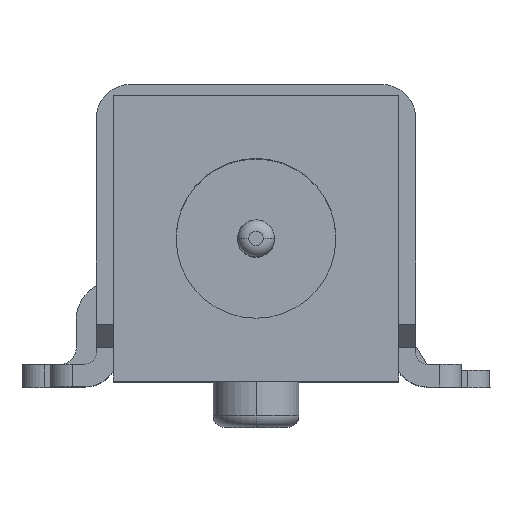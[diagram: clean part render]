
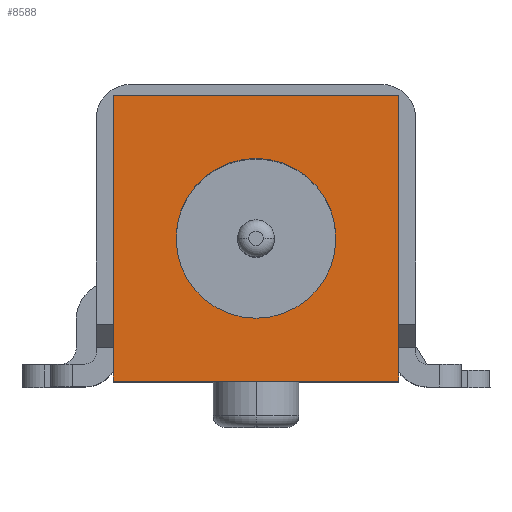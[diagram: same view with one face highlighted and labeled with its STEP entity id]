
A CAD part, top view. The second image highlights one B-rep face of the part: STEP entity #8588.
In plain terms, the highlighted planar face has unit normal (0, 0, 1).
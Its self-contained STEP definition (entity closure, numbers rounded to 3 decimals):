
#182 = DIRECTION ( 'NONE',  ( 0., 0., -1. ) ) ;
#267 = VECTOR ( 'NONE', #2191, 1000. ) ;
#578 = CARTESIAN_POINT ( 'NONE',  ( 2.5, 5., 0. ) ) ;
#665 = CARTESIAN_POINT ( 'NONE',  ( -1.4, 2.5, 0. ) ) ;
#819 = LINE ( 'NONE', #1008, #6186 ) ;
#1008 = CARTESIAN_POINT ( 'NONE',  ( -2.5, 0., 0. ) ) ;
#1114 = ORIENTED_EDGE ( 'NONE', *, *, #9105, .T. ) ;
#1222 = DIRECTION ( 'NONE',  ( 0., 0., 1. ) ) ;
#1258 = DIRECTION ( 'NONE',  ( 1., 0., 0. ) ) ;
#1294 = DIRECTION ( 'NONE',  ( -1., 0., 0. ) ) ;
#1323 = EDGE_CURVE ( 'NONE', #9068, #2028, #5319, .T. ) ;
#1332 = CARTESIAN_POINT ( 'NONE',  ( -2.5, 5., 0. ) ) ;
#1357 = CARTESIAN_POINT ( 'NONE',  ( 0., 2.5, 0. ) ) ;
#1383 = CARTESIAN_POINT ( 'NONE',  ( 1.4, 2.5, 0. ) ) ;
#1449 = EDGE_LOOP ( 'NONE', ( #2399, #2042 ) ) ;
#1759 = EDGE_CURVE ( 'NONE', #2028, #9068, #4664, .T. ) ;
#1885 = AXIS2_PLACEMENT_3D ( 'NONE', #8600, #182, #2229 ) ;
#2028 = VERTEX_POINT ( 'NONE', #1383 ) ;
#2029 = CARTESIAN_POINT ( 'NONE',  ( 2.5, 0., 0. ) ) ;
#2042 = ORIENTED_EDGE ( 'NONE', *, *, #1323, .F. ) ;
#2191 = DIRECTION ( 'NONE',  ( 0., -1., 0. ) ) ;
#2229 = DIRECTION ( 'NONE',  ( -1., 0., 0. ) ) ;
#2309 = VERTEX_POINT ( 'NONE', #5998 ) ;
#2393 = VERTEX_POINT ( 'NONE', #578 ) ;
#2399 = ORIENTED_EDGE ( 'NONE', *, *, #1759, .F. ) ;
#2655 = EDGE_CURVE ( 'NONE', #5926, #6729, #819, .T. ) ;
#3123 = EDGE_CURVE ( 'NONE', #6729, #2393, #5074, .T. ) ;
#3139 = VECTOR ( 'NONE', #1294, 1000. ) ;
#3528 = AXIS2_PLACEMENT_3D ( 'NONE', #5495, #1222, #1258 ) ;
#3804 = FACE_OUTER_BOUND ( 'NONE', #7510, .T. ) ;
#3962 = ORIENTED_EDGE ( 'NONE', *, *, #2655, .T. ) ;
#4276 = CARTESIAN_POINT ( 'NONE',  ( 2.5, 0., 0. ) ) ;
#4468 = ORIENTED_EDGE ( 'NONE', *, *, #5713, .T. ) ;
#4664 = CIRCLE ( 'NONE', #3528, 1.4 ) ;
#5053 = ORIENTED_EDGE ( 'NONE', *, *, #3123, .T. ) ;
#5074 = LINE ( 'NONE', #4276, #7261 ) ;
#5319 = CIRCLE ( 'NONE', #6802, 1.4 ) ;
#5495 = CARTESIAN_POINT ( 'NONE',  ( 0., 2.5, 0. ) ) ;
#5680 = CARTESIAN_POINT ( 'NONE',  ( -2.5, 0., 0. ) ) ;
#5713 = EDGE_CURVE ( 'NONE', #2393, #2309, #7184, .T. ) ;
#5744 = PLANE ( 'NONE',  #1885 ) ;
#5926 = VERTEX_POINT ( 'NONE', #7881 ) ;
#5998 = CARTESIAN_POINT ( 'NONE',  ( -2.5, 5., 0. ) ) ;
#6186 = VECTOR ( 'NONE', #8658, 1000. ) ;
#6266 = DIRECTION ( 'NONE',  ( 0., 0., 1. ) ) ;
#6729 = VERTEX_POINT ( 'NONE', #2029 ) ;
#6802 = AXIS2_PLACEMENT_3D ( 'NONE', #1357, #6266, #6981 ) ;
#6981 = DIRECTION ( 'NONE',  ( 1., 0., 0. ) ) ;
#7184 = LINE ( 'NONE', #1332, #3139 ) ;
#7261 = VECTOR ( 'NONE', #8481, 1000. ) ;
#7305 = FACE_BOUND ( 'NONE', #1449, .T. ) ;
#7396 = LINE ( 'NONE', #5680, #267 ) ;
#7510 = EDGE_LOOP ( 'NONE', ( #1114, #3962, #5053, #4468 ) ) ;
#7881 = CARTESIAN_POINT ( 'NONE',  ( -2.5, 0., 0. ) ) ;
#8481 = DIRECTION ( 'NONE',  ( 0., 1., 0. ) ) ;
#8588 = ADVANCED_FACE ( 'NONE', ( #7305, #3804 ), #5744, .F. ) ;
#8600 = CARTESIAN_POINT ( 'NONE',  ( -2.5, 5., 0. ) ) ;
#8658 = DIRECTION ( 'NONE',  ( 1., 0., 0. ) ) ;
#9068 = VERTEX_POINT ( 'NONE', #665 ) ;
#9105 = EDGE_CURVE ( 'NONE', #2309, #5926, #7396, .T. ) ;
